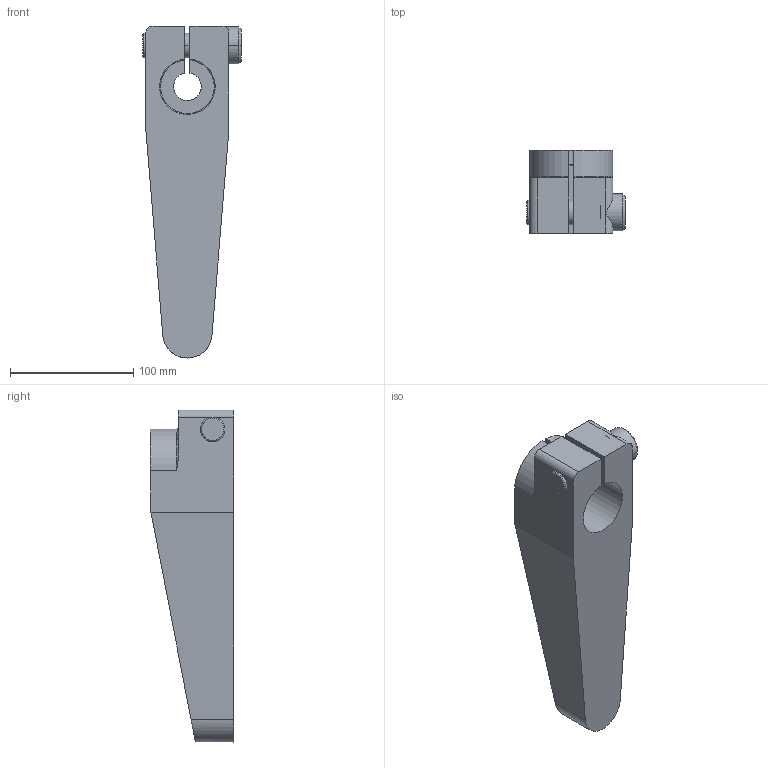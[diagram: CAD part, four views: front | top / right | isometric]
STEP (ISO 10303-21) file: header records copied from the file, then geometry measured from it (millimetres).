
FILE_DESCRIPTION((''),'2;1');
FILE_NAME('ILCML9148002','2013-07-10T',('QAM'),(''),'PRO/ENGINEER BY PARAMETRIC TECHNOLOGY CORPORATION, 2007460','PRO/ENGINEER BY PARAMETRIC TECHNOLOGY CORPORATION, 2007460','');
FILE_SCHEMA(('AUTOMOTIVE_DESIGN_CC2 { 1 2 10303 214 -1 1 5 2 }'));
Length unit declared in the file: millimetre
Products named in the file (1): ILCML9148002
Bounding box: 80 x 67.5 x 269.2 mm (x, y, z)
Volume: 737360.9 mm3; surface area: 81220.8 mm2
Topology: 1 solids, 2 shells, 56 faces, 144 edges, 93 vertices
Faces by surface type: plane 27, cylinder 22, cone 4, torus 3
Entity records: 2381 total; most frequent: CARTESIAN_POINT 415, DIRECTION 296, ORIENTED_EDGE 284, PRESENTATION_STYLE_ASSIGNMENT 146, STYLED_ITEM 146, CURVE_STYLE 144, EDGE_CURVE 144, AXIS2_PLACEMENT_3D 107
